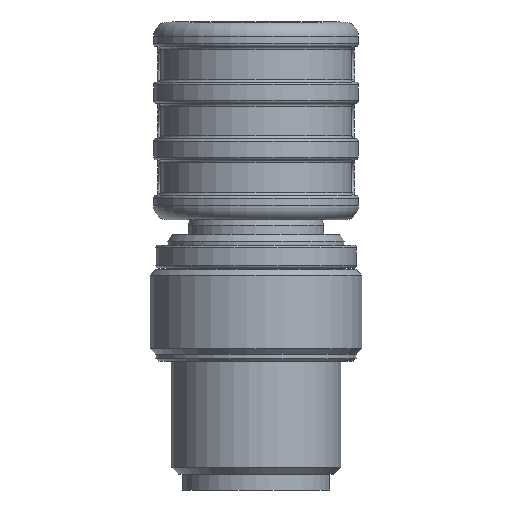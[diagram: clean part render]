
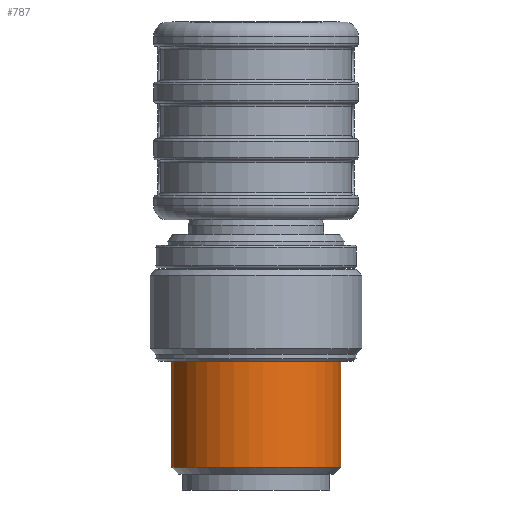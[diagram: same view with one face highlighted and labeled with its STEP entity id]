
A CAD part, left-side view. The second image highlights one B-rep face of the part: STEP entity #787.
In plain terms, the highlighted cylindrical face has radius 6 mm (diameter 12 mm), a full revolution.
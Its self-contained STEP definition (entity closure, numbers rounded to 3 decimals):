
#657=FACE_BOUND('',#1302,.T.);
#658=FACE_BOUND('',#1303,.T.);
#787=ADVANCED_FACE('',(#657,#658),#966,.T.);
#966=CYLINDRICAL_SURFACE('',#3593,6.);
#1302=EDGE_LOOP('',(#2003));
#1303=EDGE_LOOP('',(#2004));
#1566=CIRCLE('',#3590,6.);
#1567=CIRCLE('',#3592,6.);
#2003=ORIENTED_EDGE('',*,*,#3093,.T.);
#2004=ORIENTED_EDGE('',*,*,#3092,.F.);
#2742=VERTEX_POINT('',#5561);
#2743=VERTEX_POINT('',#5564);
#3092=EDGE_CURVE('',#2742,#2742,#1566,.T.);
#3093=EDGE_CURVE('',#2743,#2743,#1567,.T.);
#3590=AXIS2_PLACEMENT_3D('',#5560,#4261,#4262);
#3592=AXIS2_PLACEMENT_3D('',#5563,#4265,#4266);
#3593=AXIS2_PLACEMENT_3D('',#5565,#4267,#4268);
#4261=DIRECTION('',(0.,0.,-1.));
#4262=DIRECTION('',(-0.707,0.707,0.));
#4265=DIRECTION('',(0.,0.,-1.));
#4266=DIRECTION('',(-0.707,0.707,0.));
#4267=DIRECTION('',(0.,0.,-1.));
#4268=DIRECTION('',(-0.707,0.707,0.));
#5560=CARTESIAN_POINT('',(60.,60.,-24.5));
#5561=CARTESIAN_POINT('',(55.757,64.243,-24.5));
#5563=CARTESIAN_POINT('',(60.,60.,-17.));
#5564=CARTESIAN_POINT('',(55.757,64.243,-17.));
#5565=CARTESIAN_POINT('',(60.,60.,-25.));
